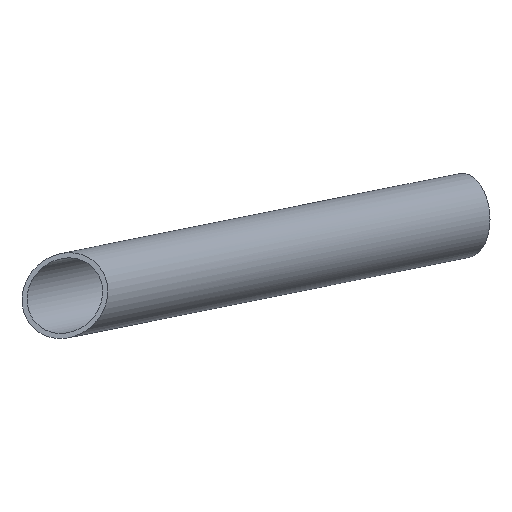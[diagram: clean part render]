
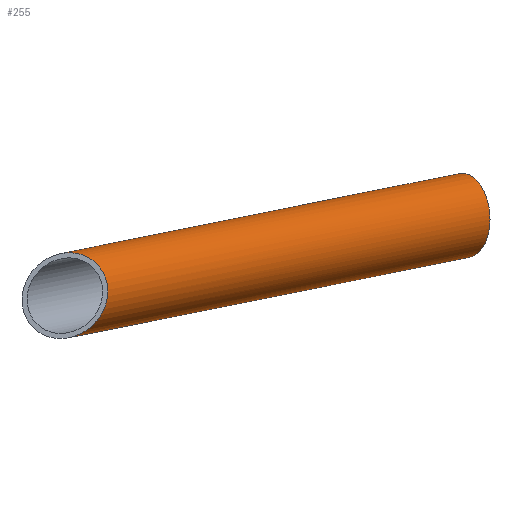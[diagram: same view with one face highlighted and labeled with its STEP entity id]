
A CAD part, top view. The second image highlights one B-rep face of the part: STEP entity #255.
In plain terms, the highlighted cylindrical face has radius 12.5 mm (diameter 25 mm), a partial arc.
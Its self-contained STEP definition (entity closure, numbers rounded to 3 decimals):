
#58=CARTESIAN_POINT('Control Point',(-1811.647,-267.32,-121.73)) ;
#59=CARTESIAN_POINT('Control Point',(-1810.824,-267.152,-120.353)) ;
#60=CARTESIAN_POINT('Control Point',(-1809.984,-267.178,-118.962)) ;
#61=CARTESIAN_POINT('Control Point',(-1809.142,-267.392,-117.584)) ;
#62=CARTESIAN_POINT('Control Point',(-1807.655,-268.113,-115.175)) ;
#63=CARTESIAN_POINT('Control Point',(-1806.265,-269.425,-112.976)) ;
#64=CARTESIAN_POINT('Control Point',(-1805.677,-270.122,-112.055)) ;
#65=CARTESIAN_POINT('Control Point',(-1804.73,-271.514,-110.596)) ;
#66=CARTESIAN_POINT('Control Point',(-1803.933,-273.213,-109.409)) ;
#67=CARTESIAN_POINT('Control Point',(-1803.631,-273.975,-108.967)) ;
#68=CARTESIAN_POINT('Control Point',(-1803.121,-275.521,-108.244)) ;
#69=CARTESIAN_POINT('Control Point',(-1802.762,-277.201,-107.782)) ;
#70=CARTESIAN_POINT('Control Point',(-1802.629,-278.026,-107.626)) ;
#71=CARTESIAN_POINT('Control Point',(-1802.438,-279.771,-107.447)) ;
#72=CARTESIAN_POINT('Control Point',(-1802.431,-281.532,-107.574)) ;
#73=CARTESIAN_POINT('Control Point',(-1802.478,-282.436,-107.725)) ;
#74=CARTESIAN_POINT('Control Point',(-1802.642,-283.913,-108.112)) ;
#75=CARTESIAN_POINT('Control Point',(-1802.937,-285.292,-108.71)) ;
#76=CARTESIAN_POINT('Control Point',(-1803.076,-285.83,-108.984)) ;
#77=CARTESIAN_POINT('Control Point',(-1803.488,-287.17,-109.772)) ;
#78=CARTESIAN_POINT('Control Point',(-1804.017,-288.348,-110.741)) ;
#79=CARTESIAN_POINT('Control Point',(-1804.381,-289.002,-111.395)) ;
#80=CARTESIAN_POINT('Control Point',(-1805.213,-290.23,-112.872)) ;
#81=CARTESIAN_POINT('Control Point',(-1806.16,-291.128,-114.512)) ;
#82=CARTESIAN_POINT('Control Point',(-1806.681,-291.508,-115.407)) ;
#83=CARTESIAN_POINT('Control Point',(-1807.346,-291.864,-116.536)) ;
#84=CARTESIAN_POINT('Control Point',(-1808.028,-292.082,-117.685)) ;
#85=CARTESIAN_POINT('Control Point',(-1808.158,-292.118,-117.902)) ;
#86=CARTESIAN_POINT('Control Point',(-1808.288,-292.15,-118.12)) ;
#87=CARTESIAN_POINT('Control Point',(-1808.418,-292.176,-118.339)) ;
#88=CARTESIAN_POINT('Vertex',(-1811.647,-267.32,-121.73)) ;
#90=CARTESIAN_POINT('Vertex',(-1808.418,-292.176,-118.339)) ;
#202=CARTESIAN_POINT('Axis2P3D Location',(-1869.455,-291.875,-6.189)) ;
#207=CARTESIAN_POINT('Line Origine',(-232202.006,-47284.942,441274.41)) ;
#211=CARTESIAN_POINT('Vertex',(-1930.112,-291.496,105.232)) ;
#215=CARTESIAN_POINT('Control Point',(-1927.522,-316.483,109.848)) ;
#216=CARTESIAN_POINT('Control Point',(-1925.16,-316.001,110.273)) ;
#217=CARTESIAN_POINT('Control Point',(-1922.888,-314.985,110.591)) ;
#218=CARTESIAN_POINT('Control Point',(-1920.86,-313.5,110.781)) ;
#219=CARTESIAN_POINT('Control Point',(-1918.358,-310.725,110.862)) ;
#220=CARTESIAN_POINT('Control Point',(-1916.853,-307.382,110.638)) ;
#221=CARTESIAN_POINT('Control Point',(-1916.476,-306.232,110.531)) ;
#222=CARTESIAN_POINT('Control Point',(-1915.817,-303.083,110.159)) ;
#223=CARTESIAN_POINT('Control Point',(-1916.132,-299.874,109.57)) ;
#224=CARTESIAN_POINT('Control Point',(-1916.743,-297.94,109.126)) ;
#225=CARTESIAN_POINT('Control Point',(-1918.193,-295.472,108.415)) ;
#226=CARTESIAN_POINT('Control Point',(-1920.288,-293.617,107.668)) ;
#227=CARTESIAN_POINT('Control Point',(-1920.972,-293.12,107.441)) ;
#228=CARTESIAN_POINT('Control Point',(-1923.042,-291.901,106.802)) ;
#229=CARTESIAN_POINT('Control Point',(-1925.391,-291.255,106.197)) ;
#230=CARTESIAN_POINT('Control Point',(-1926.975,-291.094,105.834)) ;
#231=CARTESIAN_POINT('Control Point',(-1928.563,-291.18,105.51)) ;
#232=CARTESIAN_POINT('Control Point',(-1930.112,-291.496,105.232)) ;
#233=CARTESIAN_POINT('Vertex',(-1927.522,-316.483,109.848)) ;
#236=CARTESIAN_POINT('Line Origine',(-232197.007,-47309.437,441274.41)) ;
#240=CARTESIAN_POINT('Vertex',(-1926.36,-316.246,107.621)) ;
#243=CARTESIAN_POINT('Line Origine',(-232197.007,-47309.437,441274.41)) ;
#203=DIRECTION('Axis2P3D Direction',(-0.461,-0.094,0.883)) ;
#204=DIRECTION('Axis2P3D XDirection',(0.2,-0.98,0.)) ;
#208=DIRECTION('Vector Direction',(-0.461,-0.094,0.883)) ;
#237=DIRECTION('Vector Direction',(-0.461,-0.094,0.883)) ;
#244=DIRECTION('Vector Direction',(-0.461,-0.094,0.883)) ;
#205=AXIS2_PLACEMENT_3D('Cylinder Axis2P3D',#202,#203,#204) ;
#249=ORIENTED_EDGE('',*,*,#92,.F.) ;
#250=ORIENTED_EDGE('',*,*,#213,.T.) ;
#251=ORIENTED_EDGE('',*,*,#235,.F.) ;
#252=ORIENTED_EDGE('',*,*,#242,.F.) ;
#253=ORIENTED_EDGE('',*,*,#247,.F.) ;
#209=VECTOR('Line Direction',#208,1.) ;
#238=VECTOR('Line Direction',#237,1.) ;
#245=VECTOR('Line Direction',#244,1.) ;
#255=ADVANCED_FACE('Corps principal',(#254),#206,.T.) ;
#57=B_SPLINE_CURVE_WITH_KNOTS('',5,(#58,#59,#60,#61,#62,#63,#64,#65,#66,#67,#68,#69,#70,#71,#72,#73,#74,#75,#76,#77,#78,#79,#80,#81,#82,#83,#84,#85,#86,#87),.UNSPECIFIED.,.F.,.U.,(6,3,3,3,3,3,3,3,3,6),(0.,11.409,20.506,27.057,33.036,39.474,43.839,50.826,58.586,60.394),.UNSPECIFIED.) ;
#214=B_SPLINE_CURVE_WITH_KNOTS('',5,(#215,#216,#217,#218,#219,#220,#221,#222,#223,#224,#225,#226,#227,#228,#229,#230,#231,#232),.UNSPECIFIED.,.F.,.U.,(6,3,3,3,3,6),(0.,17.309,25.824,40.058,46.213,57.564),.UNSPECIFIED.) ;
#206=CYLINDRICAL_SURFACE('generated cylinder',#205,12.5) ;
#92=EDGE_CURVE('',#89,#91,#57,.T.) ;
#213=EDGE_CURVE('',#89,#212,#210,.T.) ;
#235=EDGE_CURVE('',#234,#212,#214,.T.) ;
#242=EDGE_CURVE('',#241,#234,#239,.T.) ;
#247=EDGE_CURVE('',#91,#241,#246,.T.) ;
#248=EDGE_LOOP('',(#249,#250,#251,#252,#253)) ;
#254=FACE_OUTER_BOUND('',#248,.T.) ;
#210=LINE('Line',#207,#209) ;
#239=LINE('Line',#236,#238) ;
#246=LINE('Line',#243,#245) ;
#89=VERTEX_POINT('',#88) ;
#91=VERTEX_POINT('',#90) ;
#212=VERTEX_POINT('',#211) ;
#234=VERTEX_POINT('',#233) ;
#241=VERTEX_POINT('',#240) ;
